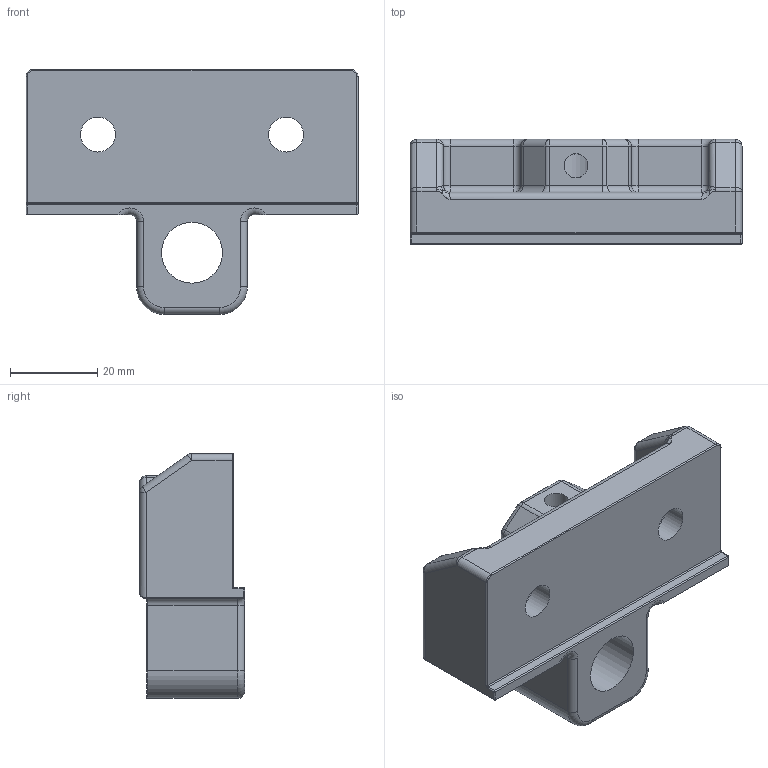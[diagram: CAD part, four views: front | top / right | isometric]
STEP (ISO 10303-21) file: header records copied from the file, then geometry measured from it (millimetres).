
FILE_DESCRIPTION(/* description */ ('JAW, SLIDING','CAx-IF Rec.Pracs.---Representation and Presentation of Product Manufacturing Information (PMI)---4.0---2014-10-13'),/* implementation_level */ '2;1');
FILE_NAME(/* name */ 'JAW, SLIDING.step',/* time_stamp */ '2024-12-19T10:45:02+04:00',/* author */ (''),/* organization */ (''),/* preprocessor_version */ 'ST-DEVELOPER v20',/* originating_system */ 'Autodesk Translation Framework v13.20.0.188',/* authorisation */ '');
FILE_SCHEMA (('AP242_MANAGED_MODEL_BASED_3D_ENGINEERING_MIM_LF { 1 0 10303 442 1 1 4 }'));
Length unit declared in the file: metre
Products named in the file (1): JAW, SLIDING
Bounding box: 76.2 x 24.13 x 56.2 mm (x, y, z)
Volume: 48403 mm3; surface area: 14015.8 mm2
Topology: 1 solids, 1 shells, 144 faces, 334 edges, 177 vertices
Faces by surface type: cylinder 68, plane 27, torus 21, sphere 16, bspline 12
Full cylindrical faces by diameter (mm): 5.5 x1, 8 x2, 11.43 x1, 11.75 x2, 13.97 x1
Entity records: 4906 total; most frequent: CARTESIAN_POINT 1718, DIRECTION 694, ORIENTED_EDGE 632, EDGE_CURVE 316, AXIS2_PLACEMENT_3D 281, VERTEX_POINT 177, EDGE_LOOP 155, FACE_OUTER_BOUND 144
